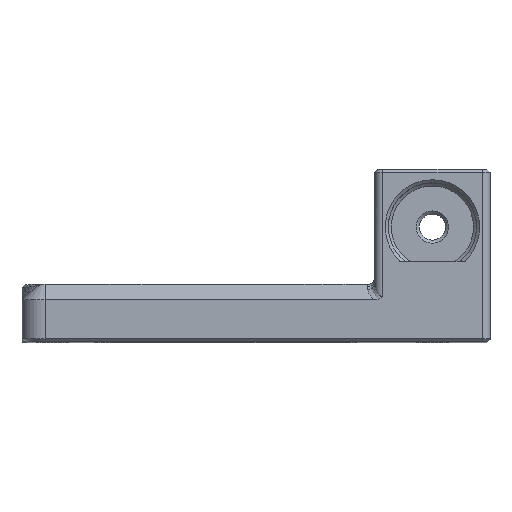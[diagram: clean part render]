
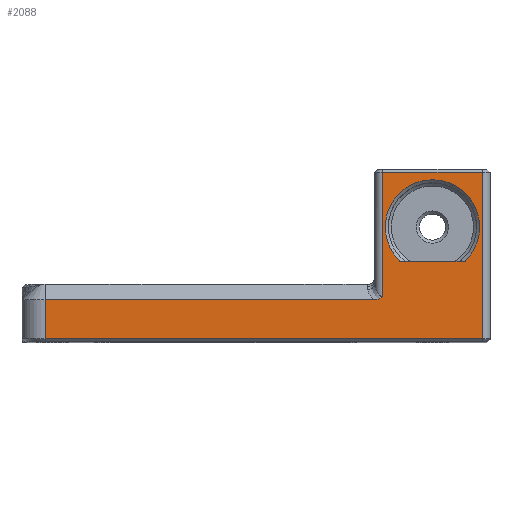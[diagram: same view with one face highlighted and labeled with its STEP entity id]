
A CAD part, top view. The second image highlights one B-rep face of the part: STEP entity #2088.
In plain terms, the highlighted planar face has unit normal (0, 0, 1).
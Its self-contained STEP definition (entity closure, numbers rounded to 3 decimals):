
#593 = VERTEX_POINT('',#594);
#594 = CARTESIAN_POINT('',(29.5,25.9,26.));
#640 = EDGE_CURVE('',#593,#641,#643,.T.);
#641 = VERTEX_POINT('',#642);
#642 = CARTESIAN_POINT('',(-27.5,25.9,26.));
#643 = LINE('',#644,#645);
#644 = CARTESIAN_POINT('',(29.5,25.9,26.));
#645 = VECTOR('',#646,1.);
#646 = DIRECTION('',(-1.,0.,0.));
#2067 = EDGE_CURVE('',#593,#2068,#2070,.T.);
#2068 = VERTEX_POINT('',#2069);
#2069 = CARTESIAN_POINT('',(29.5,47.6,26.));
#2070 = LINE('',#2071,#2072);
#2071 = CARTESIAN_POINT('',(29.5,31.,26.));
#2072 = VECTOR('',#2073,1.);
#2073 = DIRECTION('',(0.,1.,0.));
#2088 = ADVANCED_FACE('',(#2089,#2138),#2157,.T.);
#2089 = FACE_BOUND('',#2090,.T.);
#2090 = EDGE_LOOP('',(#2091,#2092,#2093,#2101,#2109,#2124,#2132));
#2091 = ORIENTED_EDGE('',*,*,#640,.F.);
#2092 = ORIENTED_EDGE('',*,*,#2067,.T.);
#2093 = ORIENTED_EDGE('',*,*,#2094,.T.);
#2094 = EDGE_CURVE('',#2068,#2095,#2097,.T.);
#2095 = VERTEX_POINT('',#2096);
#2096 = CARTESIAN_POINT('',(16.5,47.6,26.));
#2097 = LINE('',#2098,#2099);
#2098 = CARTESIAN_POINT('',(15.5,47.6,26.));
#2099 = VECTOR('',#2100,1.);
#2100 = DIRECTION('',(-1.,0.,0.));
#2101 = ORIENTED_EDGE('',*,*,#2102,.T.);
#2102 = EDGE_CURVE('',#2095,#2103,#2105,.T.);
#2103 = VERTEX_POINT('',#2104);
#2104 = CARTESIAN_POINT('',(16.5,31.414,
    26.));
#2105 = LINE('',#2106,#2107);
#2106 = CARTESIAN_POINT('',(16.5,31.,26.));
#2107 = VECTOR('',#2108,1.);
#2108 = DIRECTION('',(0.,-1.,0.));
#2109 = ORIENTED_EDGE('',*,*,#2110,.T.);
#2110 = EDGE_CURVE('',#2103,#2111,#2113,.T.);
#2111 = VERTEX_POINT('',#2112);
#2112 = CARTESIAN_POINT('',(15.458,31.,
    26.));
#2113 = B_SPLINE_CURVE_WITH_KNOTS('',3,(#2114,#2115,#2116,#2117,#2118,
    #2119,#2120,#2121,#2122,#2123),.UNSPECIFIED.,.F.,.F.,(4,2,2,2,4),(
    -0.004,0.,0.033,0.059,
    0.06),.UNSPECIFIED.);
#2114 = CARTESIAN_POINT('',(16.5,31.414,
    26.));
#2115 = CARTESIAN_POINT('',(16.49,31.404,
    26.));
#2116 = CARTESIAN_POINT('',(16.48,31.394,26.));
#2117 = CARTESIAN_POINT('',(16.389,31.308,26.));
#2118 = CARTESIAN_POINT('',(16.244,31.189,26.));
#2119 = CARTESIAN_POINT('',(15.85,31.037,26.));
#2120 = CARTESIAN_POINT('',(15.667,31.003,26.));
#2121 = CARTESIAN_POINT('',(15.475,31.,26.));
#2122 = CARTESIAN_POINT('',(15.466,31.,26.));
#2123 = CARTESIAN_POINT('',(15.458,31.,26.));
#2124 = ORIENTED_EDGE('',*,*,#2125,.T.);
#2125 = EDGE_CURVE('',#2111,#2126,#2128,.T.);
#2126 = VERTEX_POINT('',#2127);
#2127 = CARTESIAN_POINT('',(-27.5,31.,26.));
#2128 = LINE('',#2129,#2130);
#2129 = CARTESIAN_POINT('',(-27.5,31.,26.));
#2130 = VECTOR('',#2131,1.);
#2131 = DIRECTION('',(-1.,0.,0.));
#2132 = ORIENTED_EDGE('',*,*,#2133,.T.);
#2133 = EDGE_CURVE('',#2126,#641,#2134,.T.);
#2134 = LINE('',#2135,#2136);
#2135 = CARTESIAN_POINT('',(-27.5,33.,26.));
#2136 = VECTOR('',#2137,1.);
#2137 = DIRECTION('',(0.,-1.,0.));
#2138 = FACE_BOUND('',#2139,.T.);
#2139 = EDGE_LOOP('',(#2140,#2150));
#2140 = ORIENTED_EDGE('',*,*,#2141,.T.);
#2141 = EDGE_CURVE('',#2142,#2144,#2146,.T.);
#2142 = VERTEX_POINT('',#2143);
#2143 = CARTESIAN_POINT('',(27.243,36.048,26.));
#2144 = VERTEX_POINT('',#2145);
#2145 = CARTESIAN_POINT('',(18.757,36.048,26.));
#2146 = LINE('',#2147,#2148);
#2147 = CARTESIAN_POINT('',(18.757,36.048,26.));
#2148 = VECTOR('',#2149,1.);
#2149 = DIRECTION('',(-1.,0.,0.));
#2150 = ORIENTED_EDGE('',*,*,#2151,.T.);
#2151 = EDGE_CURVE('',#2144,#2142,#2152,.T.);
#2152 = CIRCLE('',#2153,6.15);
#2153 = AXIS2_PLACEMENT_3D('',#2154,#2155,#2156);
#2154 = CARTESIAN_POINT('',(23.,40.5,26.));
#2155 = DIRECTION('',(0.,-0.,-1.));
#2156 = DIRECTION('',(1.,0.,0.));
#2157 = PLANE('',#2158);
#2158 = AXIS2_PLACEMENT_3D('',#2159,#2160,#2161);
#2159 = CARTESIAN_POINT('',(15.5,31.,26.));
#2160 = DIRECTION('',(0.,0.,1.));
#2161 = DIRECTION('',(1.,0.,0.));
